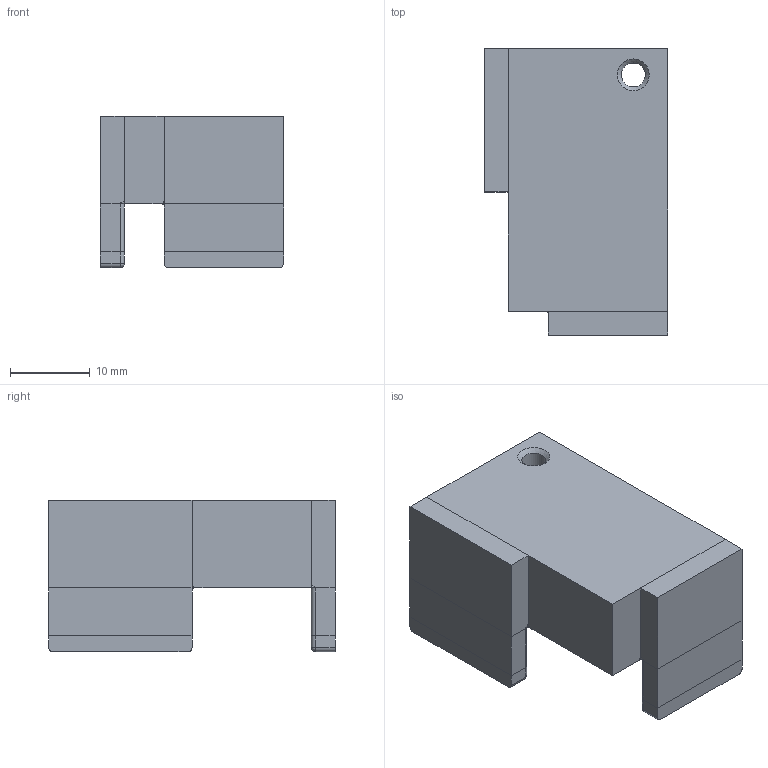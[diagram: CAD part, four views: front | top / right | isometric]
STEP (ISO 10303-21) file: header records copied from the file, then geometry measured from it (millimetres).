
FILE_DESCRIPTION(('FreeCAD Model'),'2;1');
FILE_NAME('Open CASCADE Shape Model','2024-08-16T19:22:50',(''),(''), 'Open CASCADE STEP processor 7.6','FreeCAD','Unknown');
FILE_SCHEMA(('AUTOMOTIVE_DESIGN { 1 0 10303 214 1 1 1 1 }'));
Length unit declared in the file: millimetre
Products named in the file (1): Тело (Mirror #1)
Bounding box: 23 x 36 x 19 mm (x, y, z)
Volume: 9056.6 mm3; surface area: 3507.9 mm2
Topology: 1 solids, 1 shells, 55 faces, 124 edges, 66 vertices
Faces by surface type: plane 32, cylinder 15, sphere 4, cone 2, bspline 2
Full cylindrical faces by diameter (mm): 3 x1
Entity records: 3693 total; most frequent: CARTESIAN_POINT 1232, DIRECTION 461, LINE 299, VECTOR 299, ORIENTED_EDGE 238, PCURVE 238, DEFINITIONAL_REPRESENTATION 238, EDGE_CURVE 119
